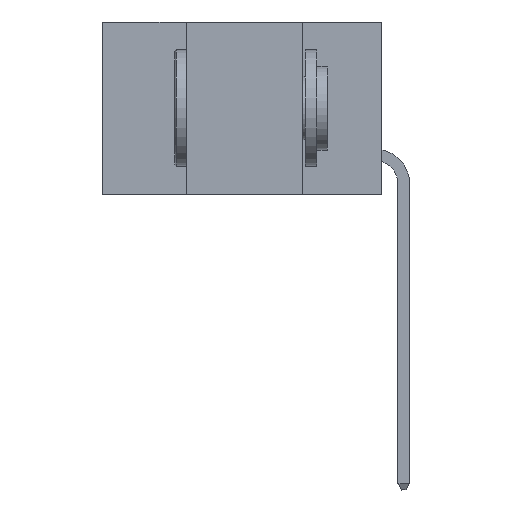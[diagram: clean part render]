
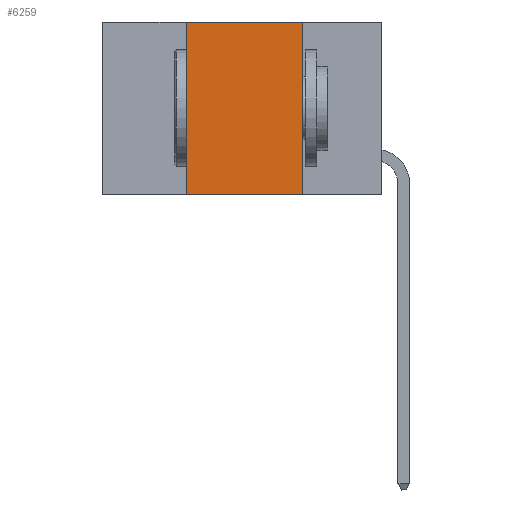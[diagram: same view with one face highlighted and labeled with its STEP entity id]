
A CAD part, left-side view. The second image highlights one B-rep face of the part: STEP entity #6259.
In plain terms, the highlighted planar face has unit normal (-1, 0, 0).
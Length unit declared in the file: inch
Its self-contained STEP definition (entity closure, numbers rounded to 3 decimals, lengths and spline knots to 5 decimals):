
#615 = DIRECTION ( 'NONE',  ( 0., 0., 1. ) ) ;
#2270 = LINE ( 'NONE', #40555, #46310 ) ;
#2468 = VERTEX_POINT ( 'NONE', #42960 ) ;
#3108 = DIRECTION ( 'NONE',  ( 0., -1., 0. ) ) ;
#3143 = CARTESIAN_POINT ( 'NONE',  ( 0., 0.42, 0. ) ) ;
#6259 = ADVANCED_FACE ( 'NONE', ( #45798 ), #39329, .F. ) ;
#6599 = CARTESIAN_POINT ( 'NONE',  ( 0., 0.6, 0. ) ) ;
#9719 = LINE ( 'NONE', #6599, #48926 ) ;
#10934 = EDGE_CURVE ( 'NONE', #15732, #2468, #9719, .T. ) ;
#13763 = CARTESIAN_POINT ( 'NONE',  ( 0., 0.42, -0.37 ) ) ;
#15732 = VERTEX_POINT ( 'NONE', #3143 ) ;
#18238 = LINE ( 'NONE', #44443, #21219 ) ;
#19041 = ORIENTED_EDGE ( 'NONE', *, *, #44947, .T. ) ;
#21219 = VECTOR ( 'NONE', #49110, 39.37008 ) ;
#23036 = VERTEX_POINT ( 'NONE', #13763 ) ;
#24589 = VECTOR ( 'NONE', #615, 39.37008 ) ;
#25398 = ORIENTED_EDGE ( 'NONE', *, *, #34743, .F. ) ;
#32075 = ORIENTED_EDGE ( 'NONE', *, *, #10934, .F. ) ;
#32682 = ORIENTED_EDGE ( 'NONE', *, *, #45680, .F. ) ;
#34500 = CARTESIAN_POINT ( 'NONE',  ( 0., 0.42, 0. ) ) ;
#34743 = EDGE_CURVE ( 'NONE', #2468, #38241, #18238, .T. ) ;
#35497 = DIRECTION ( 'NONE',  ( 1., 0., 0. ) ) ;
#35652 = DIRECTION ( 'NONE',  ( 0., 0., -1. ) ) ;
#38241 = VERTEX_POINT ( 'NONE', #44133 ) ;
#39158 = CARTESIAN_POINT ( 'NONE',  ( 0., 0.6, 0. ) ) ;
#39329 = PLANE ( 'NONE',  #48141 ) ;
#40555 = CARTESIAN_POINT ( 'NONE',  ( 0., 0.6, -0.37 ) ) ;
#40868 = DIRECTION ( 'NONE',  ( 0., -1., 0. ) ) ;
#42960 = CARTESIAN_POINT ( 'NONE',  ( 0., 0.17, 0. ) ) ;
#42999 = LINE ( 'NONE', #34500, #24589 ) ;
#44133 = CARTESIAN_POINT ( 'NONE',  ( 0., 0.17, -0.37 ) ) ;
#44443 = CARTESIAN_POINT ( 'NONE',  ( 0., 0.17, 0. ) ) ;
#44947 = EDGE_CURVE ( 'NONE', #23036, #38241, #2270, .T. ) ;
#45680 = EDGE_CURVE ( 'NONE', #23036, #15732, #42999, .T. ) ;
#45798 = FACE_OUTER_BOUND ( 'NONE', #46116, .T. ) ;
#46116 = EDGE_LOOP ( 'NONE', ( #25398, #32075, #32682, #19041 ) ) ;
#46310 = VECTOR ( 'NONE', #40868, 39.37008 ) ;
#48141 = AXIS2_PLACEMENT_3D ( 'NONE', #39158, #35497, #35652 ) ;
#48926 = VECTOR ( 'NONE', #3108, 39.37008 ) ;
#49110 = DIRECTION ( 'NONE',  ( 0., 0., -1. ) ) ;
